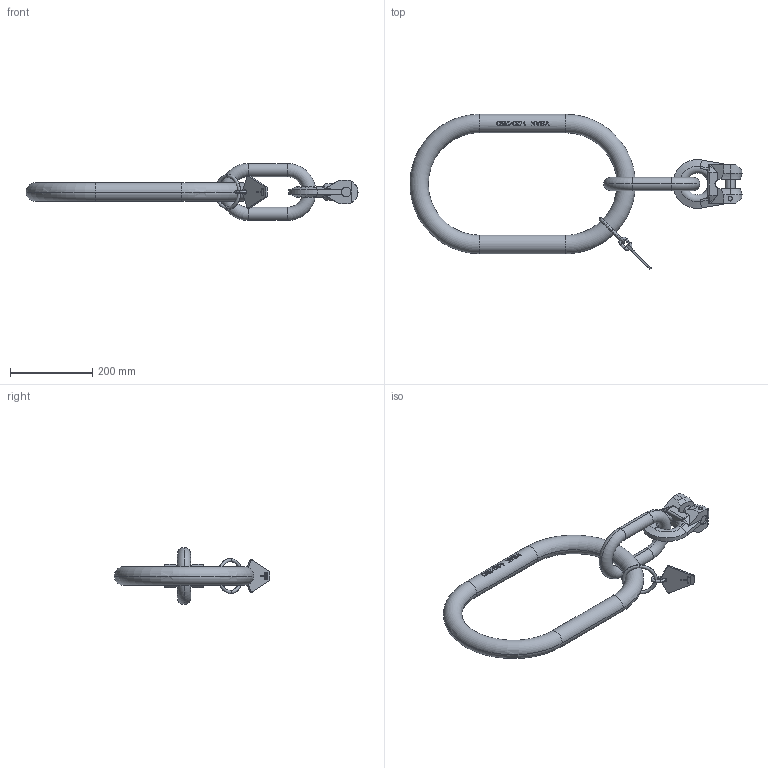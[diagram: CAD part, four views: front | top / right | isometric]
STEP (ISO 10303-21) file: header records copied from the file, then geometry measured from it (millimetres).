
FILE_DESCRIPTION((''),'2;1');
FILE_NAME('001-M31566-P-23_ASM','2004-10-20T',('Haas'),(''),'PRO/ENGINEER BY PARAMETRIC TECHNOLOGY CORPORATION, 2003450','PRO/ENGINEER BY PARAMETRIC TECHNOLOGY CORPORATION, 2003450','');
FILE_SCHEMA(('CONFIG_CONTROL_DESIGN'));
Length unit declared in the file: millimetre
Products named in the file (8): 001-M31566-P-23_AF0; 001-M31132-P-6; 001-M31104-P-1; 001-M31128-V04; 001-M31161-P-1; 001-M31129-P-2; 001-M31161-P-1_ASM; 001-M31566-P-23_ASM
Assembly tree (7 placements, depth 3):
  001-M31566-P-23_ASM
    001-M31566-P-23_AF0
    001-M31132-P-6
    001-M31104-P-1
    001-M31128-V04
    001-M31161-P-1_ASM
      001-M31161-P-1
      001-M31129-P-2
Bounding box: 809.65 x 378.95 x 139 mm (x, y, z)
Volume: 3005580.6 mm3; surface area: 310546.9 mm2
Topology: 6 solids, 6 shells, 476 faces, 1289 edges, 835 vertices
Faces by surface type: plane 374, cylinder 64, torus 20, bspline 12, sphere 4, cone 2
Entity records: 15731 total; most frequent: CARTESIAN_POINT 4041, ORIENTED_EDGE 2578, DIRECTION 2109, EDGE_CURVE 1289, VECTOR 843, LINE 843, VERTEX_POINT 835, AXIS2_PLACEMENT_3D 633
